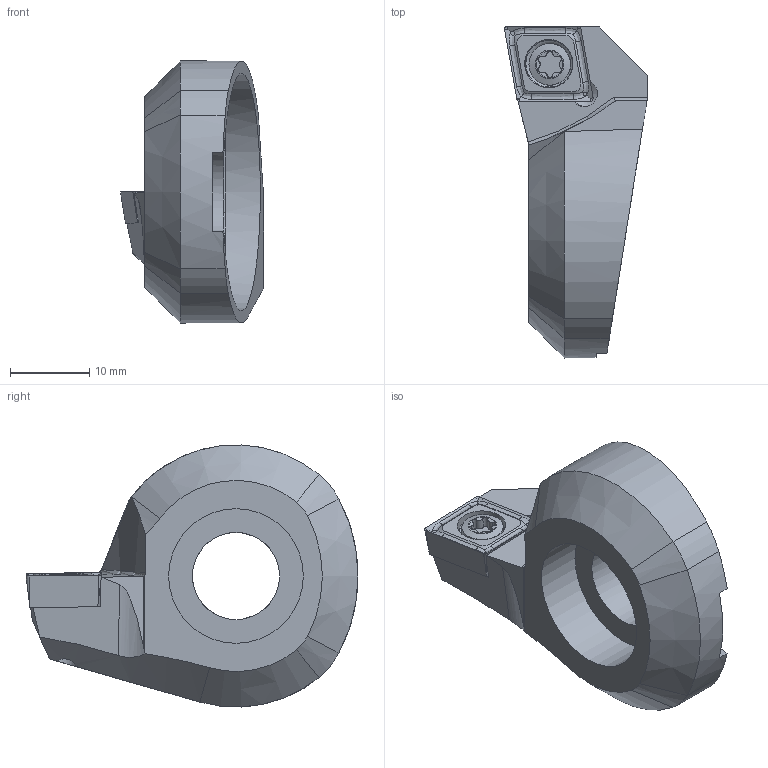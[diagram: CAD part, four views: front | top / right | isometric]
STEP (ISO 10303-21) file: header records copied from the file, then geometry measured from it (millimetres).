
FILE_DESCRIPTION (( 'STEP AP214' ), '1' );
FILE_NAME ('F55.WCB.001.013.STEP', '2020-08-13T13:20:20', ( '' ), ( '' ), 'SwSTEP 2.0', 'SolidWorks 2017', '' );
FILE_SCHEMA (( 'AUTOMOTIVE_DESIGN' ));
Length unit declared in the file: millimetre
Products named in the file (4): F55.WCB.001.013; CCMT09T304; WCB-ER2.001.009_A; F55-WCB.001.013_D_fertigbearbeitet
Assembly tree (3 placements, depth 2):
  F55.WCB.001.013
    F55-WCB.001.013_D_fertigbearbeitet
    CCMT09T304
    WCB-ER2.001.009_A
Bounding box: 18.05 x 41.9 x 33.07 mm (x, y, z)
Volume: 7697.7 mm3; surface area: 4246.6 mm2
Topology: 3 solids, 3 shells, 118 faces, 310 edges, 190 vertices
Faces by surface type: plane 41, cylinder 30, cone 29, bspline 12, torus 5, sphere 1
Full cylindrical faces by diameter (mm): 3.3 x2, 4 x1, 4.4 x1, 5.25 x1, 6.1 x1, 11 x1, 17 x1
Entity records: 3937 total; most frequent: CARTESIAN_POINT 1201, ORIENTED_EDGE 564, DIRECTION 483, EDGE_CURVE 282, VERTEX_POINT 185, AXIS2_PLACEMENT_3D 181, EDGE_LOOP 139, FACE_OUTER_BOUND 130
